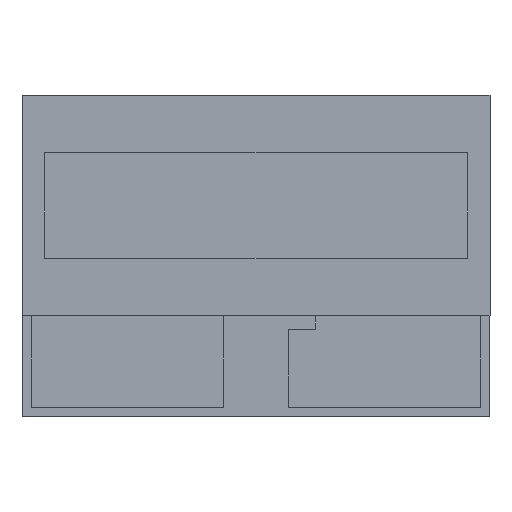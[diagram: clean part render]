
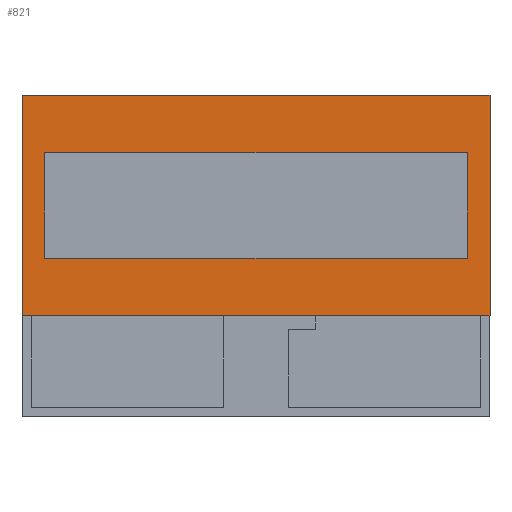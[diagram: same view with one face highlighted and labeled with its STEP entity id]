
A CAD part, top view. The second image highlights one B-rep face of the part: STEP entity #821.
In plain terms, the highlighted planar face has unit normal (0, 0, 1).
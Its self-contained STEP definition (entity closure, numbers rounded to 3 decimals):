
#19 = ORIENTED_EDGE ( 'NONE', *, *, #1110, .T. ) ;
#24 = VECTOR ( 'NONE', #616, 1000. ) ;
#38 = ORIENTED_EDGE ( 'NONE', *, *, #831, .F. ) ;
#50 = DIRECTION ( 'NONE',  ( 0., 0., -1. ) ) ;
#68 = DIRECTION ( 'NONE',  ( 0., 1., 0. ) ) ;
#74 = ORIENTED_EDGE ( 'NONE', *, *, #493, .F. ) ;
#96 = VERTEX_POINT ( 'NONE', #1193 ) ;
#102 = CARTESIAN_POINT ( 'NONE',  ( -2.3, 0.575, 0. ) ) ;
#130 = CARTESIAN_POINT ( 'NONE',  ( -2.3, -0.575, 0. ) ) ;
#137 = VERTEX_POINT ( 'NONE', #897 ) ;
#138 = DIRECTION ( 'NONE',  ( -1., 0., 0. ) ) ;
#169 = EDGE_CURVE ( 'NONE', #983, #614, #905, .T. ) ;
#180 = ORIENTED_EDGE ( 'NONE', *, *, #169, .F. ) ;
#191 = CARTESIAN_POINT ( 'NONE',  ( -2.55, -1.2, 0. ) ) ;
#228 = DIRECTION ( 'NONE',  ( 0., 1., 0. ) ) ;
#346 = VECTOR ( 'NONE', #707, 1000. ) ;
#349 = DIRECTION ( 'NONE',  ( 0., -1., 0. ) ) ;
#358 = LINE ( 'NONE', #830, #855 ) ;
#364 = VERTEX_POINT ( 'NONE', #102 ) ;
#395 = ORIENTED_EDGE ( 'NONE', *, *, #475, .F. ) ;
#405 = VERTEX_POINT ( 'NONE', #1156 ) ;
#411 = VECTOR ( 'NONE', #349, 1000. ) ;
#475 = EDGE_CURVE ( 'NONE', #614, #364, #1218, .T. ) ;
#489 = VECTOR ( 'NONE', #534, 1000. ) ;
#493 = EDGE_CURVE ( 'NONE', #96, #983, #717, .T. ) ;
#519 = EDGE_CURVE ( 'NONE', #763, #405, #1098, .T. ) ;
#533 = DIRECTION ( 'NONE',  ( 1., 0., 0. ) ) ;
#534 = DIRECTION ( 'NONE',  ( -1., 0., 0. ) ) ;
#558 = ORIENTED_EDGE ( 'NONE', *, *, #519, .T. ) ;
#603 = FACE_OUTER_BOUND ( 'NONE', #902, .T. ) ;
#614 = VERTEX_POINT ( 'NONE', #959 ) ;
#616 = DIRECTION ( 'NONE',  ( 1., 0., 0. ) ) ;
#630 = CARTESIAN_POINT ( 'NONE',  ( 2.3, -0.575, 0. ) ) ;
#667 = EDGE_CURVE ( 'NONE', #699, #763, #765, .T. ) ;
#683 = VECTOR ( 'NONE', #228, 1000. ) ;
#699 = VERTEX_POINT ( 'NONE', #931 ) ;
#707 = DIRECTION ( 'NONE',  ( 0., -1., 0. ) ) ;
#717 = LINE ( 'NONE', #630, #1192 ) ;
#763 = VERTEX_POINT ( 'NONE', #1200 ) ;
#765 = LINE ( 'NONE', #885, #489 ) ;
#799 = CARTESIAN_POINT ( 'NONE',  ( 2.3, 0.575, 0. ) ) ;
#806 = CARTESIAN_POINT ( 'NONE',  ( 2.55, -1.2, 0. ) ) ;
#820 = CARTESIAN_POINT ( 'NONE',  ( 2.3, -0.575, 0. ) ) ;
#821 = ADVANCED_FACE ( 'NONE', ( #1123, #603 ), #1097, .F. ) ;
#830 = CARTESIAN_POINT ( 'NONE',  ( 2.55, 1.2, 0. ) ) ;
#831 = EDGE_CURVE ( 'NONE', #364, #96, #900, .T. ) ;
#832 = DIRECTION ( 'NONE',  ( -1., 0., 0. ) ) ;
#855 = VECTOR ( 'NONE', #68, 1000. ) ;
#885 = CARTESIAN_POINT ( 'NONE',  ( -2.55, 1.2, 0. ) ) ;
#889 = ORIENTED_EDGE ( 'NONE', *, *, #667, .T. ) ;
#897 = CARTESIAN_POINT ( 'NONE',  ( 2.55, -1.2, 0. ) ) ;
#900 = LINE ( 'NONE', #130, #346 ) ;
#902 = EDGE_LOOP ( 'NONE', ( #558, #1075, #19, #889 ) ) ;
#905 = LINE ( 'NONE', #799, #683 ) ;
#926 = EDGE_CURVE ( 'NONE', #405, #137, #1044, .T. ) ;
#931 = CARTESIAN_POINT ( 'NONE',  ( 2.55, 1.2, 0. ) ) ;
#959 = CARTESIAN_POINT ( 'NONE',  ( 2.3, 0.575, 0. ) ) ;
#983 = VERTEX_POINT ( 'NONE', #820 ) ;
#995 = VECTOR ( 'NONE', #832, 1000. ) ;
#1044 = LINE ( 'NONE', #806, #24 ) ;
#1048 = CARTESIAN_POINT ( 'NONE',  ( -2.3, 0.575, 0. ) ) ;
#1075 = ORIENTED_EDGE ( 'NONE', *, *, #926, .T. ) ;
#1084 = EDGE_LOOP ( 'NONE', ( #74, #38, #395, #180 ) ) ;
#1097 = PLANE ( 'NONE',  #1215 ) ;
#1098 = LINE ( 'NONE', #191, #411 ) ;
#1110 = EDGE_CURVE ( 'NONE', #137, #699, #358, .T. ) ;
#1123 = FACE_BOUND ( 'NONE', #1084, .T. ) ;
#1156 = CARTESIAN_POINT ( 'NONE',  ( -2.55, -1.2, 0. ) ) ;
#1192 = VECTOR ( 'NONE', #533, 1000. ) ;
#1193 = CARTESIAN_POINT ( 'NONE',  ( -2.3, -0.575, 0. ) ) ;
#1195 = CARTESIAN_POINT ( 'NONE',  ( 0., 0., 0. ) ) ;
#1200 = CARTESIAN_POINT ( 'NONE',  ( -2.55, 1.2, 0. ) ) ;
#1215 = AXIS2_PLACEMENT_3D ( 'NONE', #1195, #50, #138 ) ;
#1218 = LINE ( 'NONE', #1048, #995 ) ;
